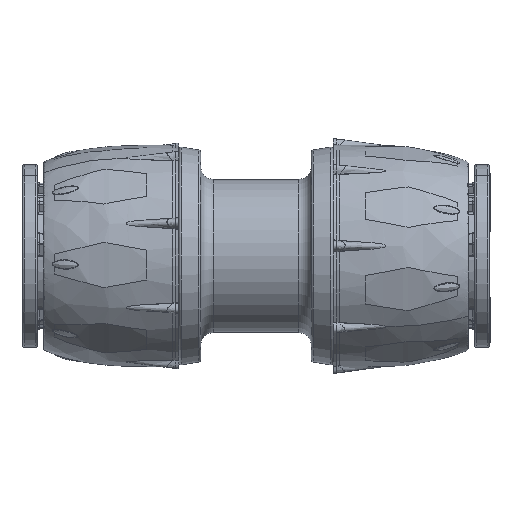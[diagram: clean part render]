
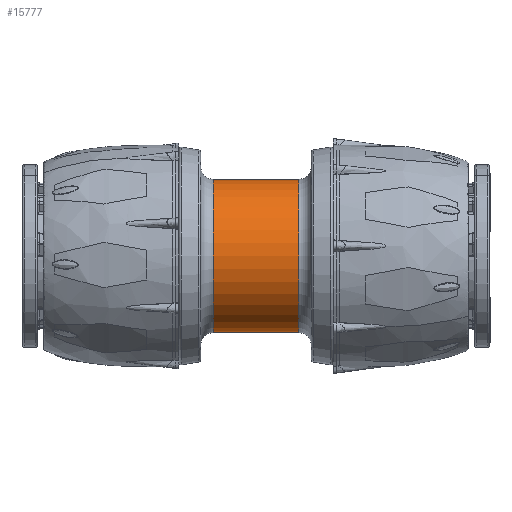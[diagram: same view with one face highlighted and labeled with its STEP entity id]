
A CAD part, front view. The second image highlights one B-rep face of the part: STEP entity #15777.
In plain terms, the highlighted cylindrical face has radius 10.5 mm (diameter 21 mm), a partial arc.
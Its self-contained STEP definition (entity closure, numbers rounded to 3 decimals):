
#1987 = CARTESIAN_POINT ( 'NONE',  ( 0., -5.85, -10.5 ) ) ;
#3736 = DIRECTION ( 'NONE',  ( 0., 0., 1. ) ) ;
#4691 = CYLINDRICAL_SURFACE ( 'NONE', #25577, 10.5 ) ;
#8678 = VERTEX_POINT ( 'NONE', #1987 ) ;
#8803 = DIRECTION ( 'NONE',  ( 0., -1., 0. ) ) ;
#10331 = CARTESIAN_POINT ( 'NONE',  ( 0., -5.85, 0. ) ) ;
#10456 = FACE_OUTER_BOUND ( 'NONE', #37471, .T. ) ;
#10594 = ORIENTED_EDGE ( 'NONE', *, *, #40414, .F. ) ;
#12536 = AXIS2_PLACEMENT_3D ( 'NONE', #10331, #18454, #39727 ) ;
#13980 = LINE ( 'NONE', #20882, #37238 ) ;
#15777 = ADVANCED_FACE ( 'NONE', ( #10456 ), #4691, .T. ) ;
#18088 = VERTEX_POINT ( 'NONE', #31877 ) ;
#18388 = EDGE_CURVE ( 'NONE', #44062, #8678, #13980, .T. ) ;
#18454 = DIRECTION ( 'NONE',  ( 0., 1., 0. ) ) ;
#20696 = EDGE_CURVE ( 'NONE', #47385, #44062, #23613, .T. ) ;
#20882 = CARTESIAN_POINT ( 'NONE',  ( 0., -13.75, -10.5 ) ) ;
#23613 = CIRCLE ( 'NONE', #28094, 10.5 ) ;
#24079 = DIRECTION ( 'NONE',  ( 0., -1., 0. ) ) ;
#24927 = CARTESIAN_POINT ( 'NONE',  ( 0., -13.75, 0. ) ) ;
#25577 = AXIS2_PLACEMENT_3D ( 'NONE', #24927, #29242, #41372 ) ;
#25885 = CIRCLE ( 'NONE', #12536, 10.5 ) ;
#27054 = VECTOR ( 'NONE', #48506, 1000. ) ;
#27863 = CARTESIAN_POINT ( 'NONE',  ( 0., 5.85, 0. ) ) ;
#28094 = AXIS2_PLACEMENT_3D ( 'NONE', #27863, #24079, #3736 ) ;
#29008 = EDGE_CURVE ( 'NONE', #8678, #18088, #25885, .T. ) ;
#29242 = DIRECTION ( 'NONE',  ( 0., -1., 0. ) ) ;
#31877 = CARTESIAN_POINT ( 'NONE',  ( 0., -5.85, 10.5 ) ) ;
#32896 = CARTESIAN_POINT ( 'NONE',  ( 0., 5.85, 10.5 ) ) ;
#37238 = VECTOR ( 'NONE', #8803, 1000. ) ;
#37471 = EDGE_LOOP ( 'NONE', ( #10594, #44761, #47738, #43787 ) ) ;
#39727 = DIRECTION ( 'NONE',  ( 0., 0., 1. ) ) ;
#40414 = EDGE_CURVE ( 'NONE', #47385, #18088, #40634, .T. ) ;
#40634 = LINE ( 'NONE', #48328, #27054 ) ;
#41372 = DIRECTION ( 'NONE',  ( 0., 0., -1. ) ) ;
#43787 = ORIENTED_EDGE ( 'NONE', *, *, #29008, .T. ) ;
#44062 = VERTEX_POINT ( 'NONE', #49018 ) ;
#44761 = ORIENTED_EDGE ( 'NONE', *, *, #20696, .T. ) ;
#47385 = VERTEX_POINT ( 'NONE', #32896 ) ;
#47738 = ORIENTED_EDGE ( 'NONE', *, *, #18388, .T. ) ;
#48328 = CARTESIAN_POINT ( 'NONE',  ( 0., -13.75, 10.5 ) ) ;
#48506 = DIRECTION ( 'NONE',  ( 0., -1., 0. ) ) ;
#49018 = CARTESIAN_POINT ( 'NONE',  ( 0., 5.85, -10.5 ) ) ;
